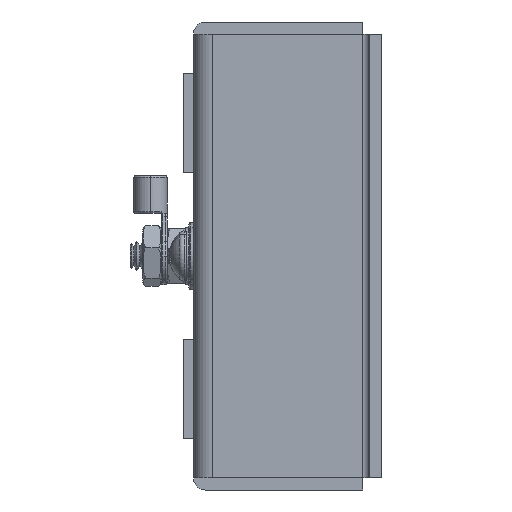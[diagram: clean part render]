
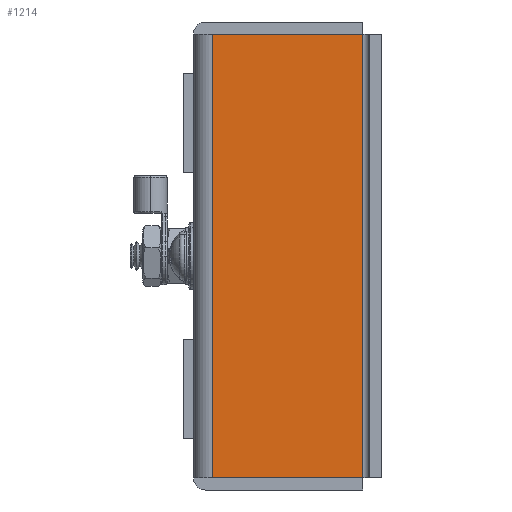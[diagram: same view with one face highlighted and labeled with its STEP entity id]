
A CAD part, left-side view. The second image highlights one B-rep face of the part: STEP entity #1214.
In plain terms, the highlighted planar face has unit normal (-1, 0, 0).
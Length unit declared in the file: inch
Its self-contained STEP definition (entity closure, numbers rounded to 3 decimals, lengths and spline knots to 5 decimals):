
#1125 = VERTEX_POINT ( 'NONE', #21467 ) ;
#1128 = EDGE_CURVE ( 'NONE', #1125, #1142, #5527, .T. ) ;
#1142 = VERTEX_POINT ( 'NONE', #21504 ) ;
#1162 = EDGE_CURVE ( 'NONE', #1172, #1125, #21536, .T. ) ;
#1163 = EDGE_CURVE ( 'NONE', #1170, #1142, #21531, .T. ) ;
#1166 = EDGE_CURVE ( 'NONE', #1172, #1170, #21587, .T. ) ;
#1170 = VERTEX_POINT ( 'NONE', #21586 ) ;
#1172 = VERTEX_POINT ( 'NONE', #21580 ) ;
#1214 = ADVANCED_FACE ( 'NONE', ( #21634 ), #21623, .F. ) ;
#1217 = ORIENTED_EDGE ( 'NONE', *, *, #1162, .T. ) ;
#1218 = ORIENTED_EDGE ( 'NONE', *, *, #1166, .F. ) ;
#1227 = EDGE_LOOP ( 'NONE', ( #1230, #1232, #1218, #1217 ) ) ;
#1230 = ORIENTED_EDGE ( 'NONE', *, *, #1128, .T. ) ;
#1232 = ORIENTED_EDGE ( 'NONE', *, *, #1163, .F. ) ;
#5516 = CARTESIAN_POINT ( 'NONE',  ( -3., -0.125, -1.475 ) ) ;
#5527 = LINE ( 'NONE', #5516, #5782 ) ;
#5772 = DIRECTION ( 'NONE',  ( 0., -1., 0. ) ) ;
#5782 = VECTOR ( 'NONE', #5772, 39.37008 ) ;
#21467 = CARTESIAN_POINT ( 'NONE',  ( -3., -0.125, -1.475 ) ) ;
#21504 = CARTESIAN_POINT ( 'NONE',  ( -3., -1.125, -1.475 ) ) ;
#21528 = DIRECTION ( 'NONE',  ( 0., 0., -1. ) ) ;
#21529 = VECTOR ( 'NONE', #21528, 39.37008 ) ;
#21530 = CARTESIAN_POINT ( 'NONE',  ( -3., -1.125, 1.475 ) ) ;
#21531 = LINE ( 'NONE', #21530, #21529 ) ;
#21533 = DIRECTION ( 'NONE',  ( 0., 0., -1. ) ) ;
#21534 = VECTOR ( 'NONE', #21533, 39.37008 ) ;
#21535 = CARTESIAN_POINT ( 'NONE',  ( -3., -0.125, 1.475 ) ) ;
#21536 = LINE ( 'NONE', #21535, #21534 ) ;
#21580 = CARTESIAN_POINT ( 'NONE',  ( -3., -0.125, 1.475 ) ) ;
#21583 = DIRECTION ( 'NONE',  ( 0., -1., 0. ) ) ;
#21584 = VECTOR ( 'NONE', #21583, 39.37008 ) ;
#21585 = CARTESIAN_POINT ( 'NONE',  ( -3., -0.125, 1.475 ) ) ;
#21586 = CARTESIAN_POINT ( 'NONE',  ( -3., -1.125, 1.475 ) ) ;
#21587 = LINE ( 'NONE', #21585, #21584 ) ;
#21623 = PLANE ( 'NONE',  #21628 ) ;
#21628 = AXIS2_PLACEMENT_3D ( 'NONE', #21685, #21684, #21683 ) ;
#21634 = FACE_OUTER_BOUND ( 'NONE', #1227, .T. ) ;
#21683 = DIRECTION ( 'NONE',  ( 0., 1., 0. ) ) ;
#21684 = DIRECTION ( 'NONE',  ( 1., 0., 0. ) ) ;
#21685 = CARTESIAN_POINT ( 'NONE',  ( -3., -0.125, 1.475 ) ) ;
